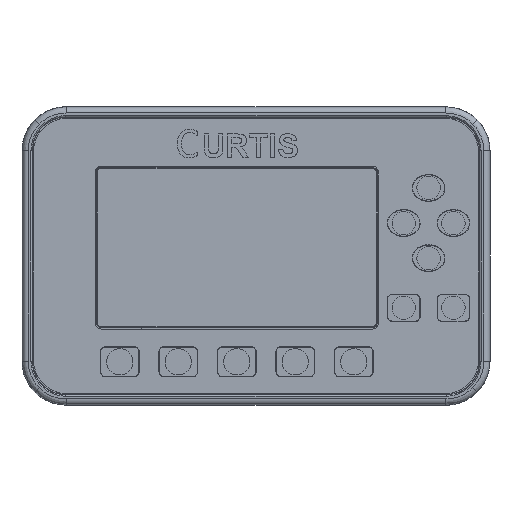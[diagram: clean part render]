
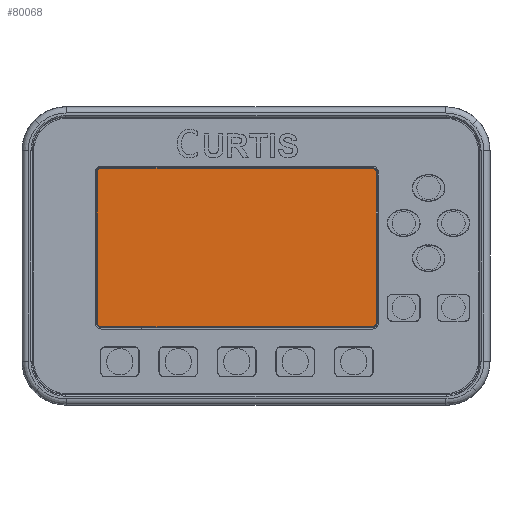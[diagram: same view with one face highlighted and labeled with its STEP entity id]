
A CAD part, top view. The second image highlights one B-rep face of the part: STEP entity #80068.
In plain terms, the highlighted planar face has unit normal (0, 0, 1).
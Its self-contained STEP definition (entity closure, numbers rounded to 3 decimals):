
#1207 = EDGE_CURVE ( 'NONE', #60442, #9754, #5780, .T. ) ;
#1866 = LINE ( 'NONE', #26955, #32034 ) ;
#2307 = CARTESIAN_POINT ( 'NONE',  ( -11.797, 82.898, 90.285 ) ) ;
#3094 = CARTESIAN_POINT ( 'NONE',  ( -13.333, 31.798, 90.285 ) ) ;
#4017 = CARTESIAN_POINT ( 'NONE',  ( 80.503, 82.898, 90.285 ) ) ;
#4865 = CIRCLE ( 'NONE', #50861, 1.537 ) ;
#4952 = VECTOR ( 'NONE', #15240, 1000. ) ;
#5658 = VECTOR ( 'NONE', #36530, 1000. ) ;
#5780 = CIRCLE ( 'NONE', #51786, 1.537 ) ;
#8669 = CIRCLE ( 'NONE', #54681, 1.537 ) ;
#8685 = EDGE_CURVE ( 'NONE', #29665, #57479, #55466, .T. ) ;
#8772 = ORIENTED_EDGE ( 'NONE', *, *, #14562, .T. ) ;
#9754 = VERTEX_POINT ( 'NONE', #66593 ) ;
#10177 = VERTEX_POINT ( 'NONE', #33498 ) ;
#11455 = CARTESIAN_POINT ( 'NONE',  ( -13.333, 31.798, 90.285 ) ) ;
#12233 = EDGE_CURVE ( 'NONE', #75858, #79692, #46526, .T. ) ;
#13903 = DIRECTION ( 'NONE',  ( -1., 0., 0. ) ) ;
#14562 = EDGE_CURVE ( 'NONE', #10177, #75858, #8669, .T. ) ;
#15240 = DIRECTION ( 'NONE',  ( 0., 1., 0. ) ) ;
#18994 = DIRECTION ( 'NONE',  ( 1., 0., 0. ) ) ;
#19723 = DIRECTION ( 'NONE',  ( -1., 0., 0. ) ) ;
#19968 = AXIS2_PLACEMENT_3D ( 'NONE', #45179, #70337, #13903 ) ;
#21579 = DIRECTION ( 'NONE',  ( 0., 0., 1. ) ) ;
#22767 = ORIENTED_EDGE ( 'NONE', *, *, #12233, .T. ) ;
#26955 = CARTESIAN_POINT ( 'NONE',  ( -11.797, 84.434, 90.285 ) ) ;
#27380 = DIRECTION ( 'NONE',  ( 0., 0., 1. ) ) ;
#28666 = ORIENTED_EDGE ( 'NONE', *, *, #35016, .T. ) ;
#29082 = DIRECTION ( 'NONE',  ( 0., 0., 1. ) ) ;
#29665 = VERTEX_POINT ( 'NONE', #3094 ) ;
#30012 = EDGE_CURVE ( 'NONE', #57479, #10177, #50239, .T. ) ;
#32034 = VECTOR ( 'NONE', #52079, 1000. ) ;
#33498 = CARTESIAN_POINT ( 'NONE',  ( 80.503, 30.261, 90.285 ) ) ;
#34048 = EDGE_CURVE ( 'NONE', #79692, #41526, #4865, .T. ) ;
#34803 = ORIENTED_EDGE ( 'NONE', *, *, #69257, .T. ) ;
#35016 = EDGE_CURVE ( 'NONE', #41526, #60442, #1866, .T. ) ;
#36530 = DIRECTION ( 'NONE',  ( 0., -1., 0. ) ) ;
#37803 = FACE_OUTER_BOUND ( 'NONE', #40234, .T. ) ;
#37838 = ORIENTED_EDGE ( 'NONE', *, *, #34048, .T. ) ;
#40234 = EDGE_LOOP ( 'NONE', ( #60139, #8772, #22767, #37838, #28666, #62345, #34803, #55985 ) ) ;
#41526 = VERTEX_POINT ( 'NONE', #54090 ) ;
#43616 = CARTESIAN_POINT ( 'NONE',  ( -11.797, 84.434, 90.285 ) ) ;
#45179 = CARTESIAN_POINT ( 'NONE',  ( -11.797, 31.798, 90.285 ) ) ;
#46526 = LINE ( 'NONE', #71683, #4952 ) ;
#46681 = DIRECTION ( 'NONE',  ( -1., 0., 0. ) ) ;
#50239 = LINE ( 'NONE', #75421, #68553 ) ;
#50756 = CARTESIAN_POINT ( 'NONE',  ( -11.797, 30.261, 90.285 ) ) ;
#50861 = AXIS2_PLACEMENT_3D ( 'NONE', #4017, #29082, #54244 ) ;
#51001 = CARTESIAN_POINT ( 'NONE',  ( -11.797, 31.798, 90.285 ) ) ;
#51786 = AXIS2_PLACEMENT_3D ( 'NONE', #2307, #27380, #52520 ) ;
#52079 = DIRECTION ( 'NONE',  ( -1., 0., 0. ) ) ;
#52520 = DIRECTION ( 'NONE',  ( -1., 0., 0. ) ) ;
#54090 = CARTESIAN_POINT ( 'NONE',  ( 80.503, 84.434, 90.285 ) ) ;
#54244 = DIRECTION ( 'NONE',  ( -1., 0., 0. ) ) ;
#54681 = AXIS2_PLACEMENT_3D ( 'NONE', #78046, #21579, #46681 ) ;
#55466 = CIRCLE ( 'NONE', #19968, 1.537 ) ;
#55985 = ORIENTED_EDGE ( 'NONE', *, *, #8685, .T. ) ;
#56564 = CARTESIAN_POINT ( 'NONE',  ( 82.04, 82.898, 90.285 ) ) ;
#57479 = VERTEX_POINT ( 'NONE', #50756 ) ;
#60139 = ORIENTED_EDGE ( 'NONE', *, *, #30012, .T. ) ;
#60442 = VERTEX_POINT ( 'NONE', #43616 ) ;
#62345 = ORIENTED_EDGE ( 'NONE', *, *, #1207, .T. ) ;
#62964 = PLANE ( 'NONE',  #75719 ) ;
#63298 = CARTESIAN_POINT ( 'NONE',  ( 82.04, 31.798, 90.285 ) ) ;
#66593 = CARTESIAN_POINT ( 'NONE',  ( -13.333, 82.898, 90.285 ) ) ;
#67879 = LINE ( 'NONE', #11455, #5658 ) ;
#68553 = VECTOR ( 'NONE', #18994, 1000. ) ;
#69257 = EDGE_CURVE ( 'NONE', #9754, #29665, #67879, .T. ) ;
#70337 = DIRECTION ( 'NONE',  ( 0., 0., 1. ) ) ;
#71683 = CARTESIAN_POINT ( 'NONE',  ( 82.04, 82.898, 90.285 ) ) ;
#75421 = CARTESIAN_POINT ( 'NONE',  ( 80.503, 30.261, 90.285 ) ) ;
#75719 = AXIS2_PLACEMENT_3D ( 'NONE', #51001, #76148, #19723 ) ;
#75858 = VERTEX_POINT ( 'NONE', #63298 ) ;
#76148 = DIRECTION ( 'NONE',  ( 0., 0., 1. ) ) ;
#78046 = CARTESIAN_POINT ( 'NONE',  ( 80.503, 31.798, 90.285 ) ) ;
#79692 = VERTEX_POINT ( 'NONE', #56564 ) ;
#80068 = ADVANCED_FACE ( 'NONE', ( #37803 ), #62964, .T. ) ;
